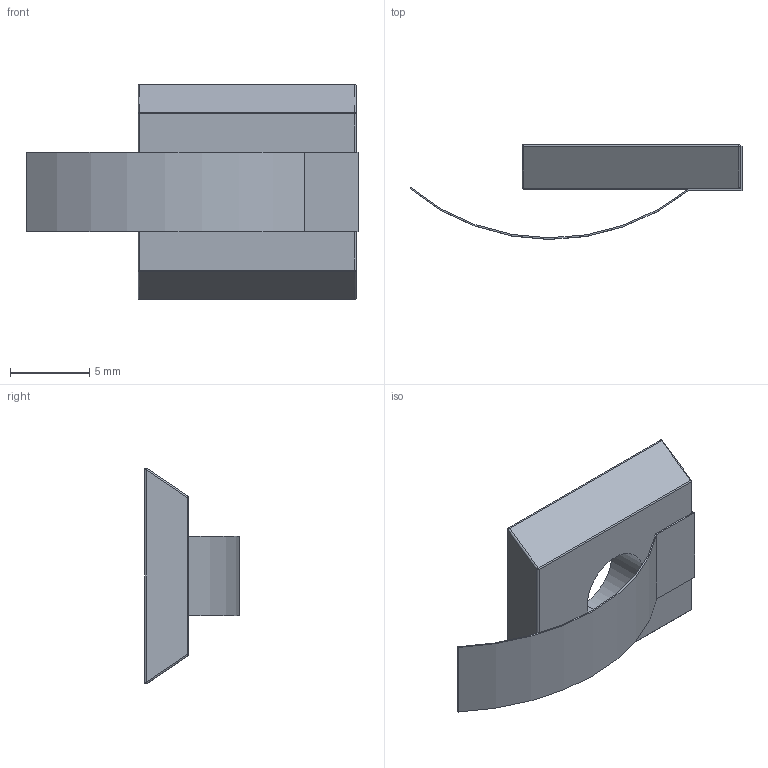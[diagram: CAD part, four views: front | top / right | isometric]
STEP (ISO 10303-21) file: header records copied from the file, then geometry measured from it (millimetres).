
FILE_DESCRIPTION (( 'STEP AP203' ), '1' );
FILE_NAME ('B32-60.STEP', '2018-04-02T16:35:56', ( 'User2' ), ( '' ), 'SwSTEP 2.0', 'SolidWorks 2007', '' );
FILE_SCHEMA (( 'CONFIG_CONTROL_DESIGN' ));
Length unit declared in the file: millimetre
Products named in the file (1): B32-60
Bounding box: 21 x 6 x 13.62 mm (x, y, z)
Volume: 416.5 mm3; surface area: 685.4 mm2
Topology: 1 solids, 1 shells, 40 faces, 98 edges, 52 vertices
Faces by surface type: cylinder 16, plane 14, bspline 10
Entity records: 1329 total; most frequent: CARTESIAN_POINT 359, DIRECTION 192, ORIENTED_EDGE 184, EDGE_CURVE 92, AXIS2_PLACEMENT_3D 69, VECTOR 54, LINE 54, VERTEX_POINT 52
